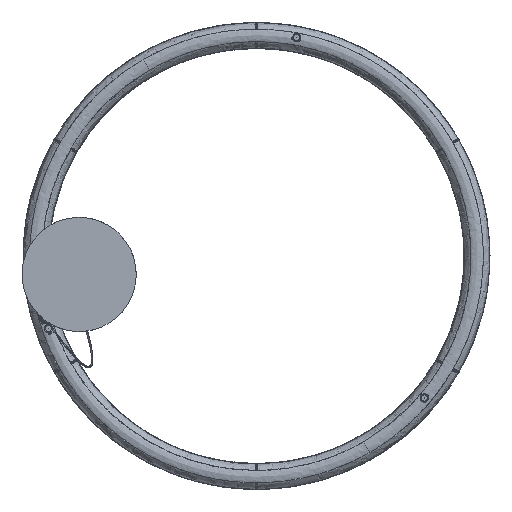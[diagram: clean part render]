
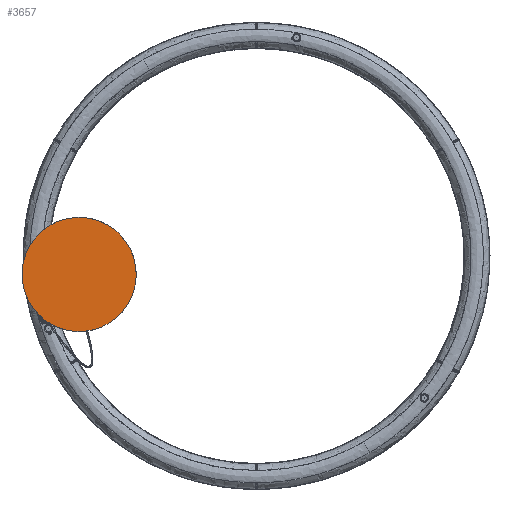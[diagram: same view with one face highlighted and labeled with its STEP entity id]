
A CAD part, top view. The second image highlights one B-rep face of the part: STEP entity #3657.
In plain terms, the highlighted planar face has unit normal (0, 0, 1).
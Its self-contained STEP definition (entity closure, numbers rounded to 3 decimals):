
#1897=(
BOUNDED_CURVE()
B_SPLINE_CURVE(2,(#60470,#60471,#60472,#60473,#60474),.UNSPECIFIED.,.F.,
.F.)
B_SPLINE_CURVE_WITH_KNOTS((3,2,3),(0.,172.788,345.575),
.UNSPECIFIED.)
CURVE()
GEOMETRIC_REPRESENTATION_ITEM()
RATIONAL_B_SPLINE_CURVE((1.,0.707,1.,0.707,1.))
REPRESENTATION_ITEM($)
);
#1898=(
BOUNDED_CURVE()
B_SPLINE_CURVE(2,(#60475,#60476,#60477,#60478,#60479),.UNSPECIFIED.,.F.,
.F.)
B_SPLINE_CURVE_WITH_KNOTS((3,2,3),(345.575,518.363,691.15),
.UNSPECIFIED.)
CURVE()
GEOMETRIC_REPRESENTATION_ITEM()
RATIONAL_B_SPLINE_CURVE((1.,0.707,1.,0.707,1.))
REPRESENTATION_ITEM($)
);
#3657=ADVANCED_FACE($,(#4937),#20567,.T.);
#4937=FACE_OUTER_BOUND($,#6245,.T.);
#6245=EDGE_LOOP($,(#13142,#13143));
#13142=ORIENTED_EDGE($,*,*,#17332,.T.);
#13143=ORIENTED_EDGE($,*,*,#17333,.T.);
#17332=EDGE_CURVE($,#19989,#19990,#1897,.T.);
#17333=EDGE_CURVE($,#19990,#19989,#1898,.T.);
#19989=VERTEX_POINT($,#60516);
#19990=VERTEX_POINT($,#60517);
#20567=PLANE($,#23759);
#23759=AXIS2_PLACEMENT_3D($,#60494,#24188,$);
#24188=DIRECTION($,(0.,0.,1.));
#60470=CARTESIAN_POINT($,(1389.345,897.848,1474.75));
#60471=CARTESIAN_POINT($,(1389.345,1007.848,1474.75));
#60472=CARTESIAN_POINT($,(1279.345,1007.848,1474.75));
#60473=CARTESIAN_POINT($,(1169.345,1007.848,1474.75));
#60474=CARTESIAN_POINT($,(1169.345,897.848,1474.75));
#60475=CARTESIAN_POINT($,(1169.345,897.848,1474.75));
#60476=CARTESIAN_POINT($,(1169.345,787.848,1474.75));
#60477=CARTESIAN_POINT($,(1279.345,787.848,1474.75));
#60478=CARTESIAN_POINT($,(1389.345,787.848,1474.75));
#60479=CARTESIAN_POINT($,(1389.345,897.848,1474.75));
#60494=CARTESIAN_POINT($,(1167.145,785.648,1474.75));
#60516=CARTESIAN_POINT($,(1389.345,897.848,1474.75));
#60517=CARTESIAN_POINT($,(1169.345,897.848,1474.75));
